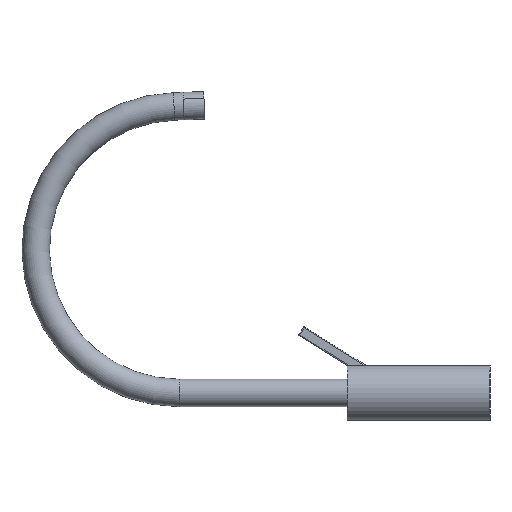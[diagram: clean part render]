
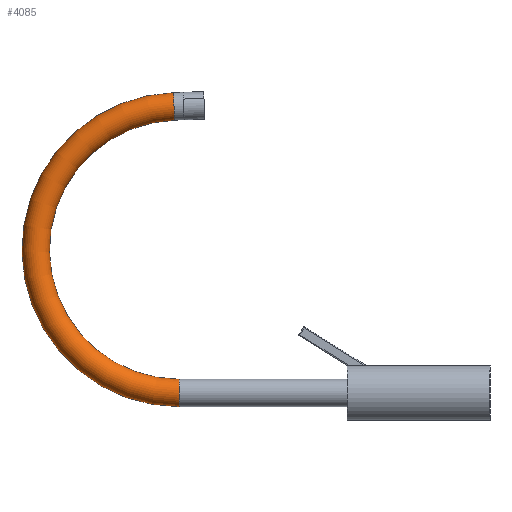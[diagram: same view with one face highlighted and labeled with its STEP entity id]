
A CAD part, left-side view. The second image highlights one B-rep face of the part: STEP entity #4085.
In plain terms, the highlighted toroidal (fillet/blend) face has major radius 120 mm and minor radius 11.5 mm.
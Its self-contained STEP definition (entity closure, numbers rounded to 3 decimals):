
#294 = VERTEX_POINT ( 'NONE', #8338 ) ;
#434 = DIRECTION ( 'NONE',  ( 0., 0., -1. ) ) ;
#441 = ORIENTED_EDGE ( 'NONE', *, *, #1017, .T. ) ;
#1017 = EDGE_CURVE ( 'NONE', #3837, #4328, #3394, .T. ) ;
#1032 = DIRECTION ( 'NONE',  ( 1., 0., 0. ) ) ;
#1306 = ORIENTED_EDGE ( 'NONE', *, *, #8184, .F. ) ;
#1502 = CARTESIAN_POINT ( 'NONE',  ( 0., 145.589, 251.42 ) ) ;
#1603 = CARTESIAN_POINT ( 'NONE',  ( 0., 145.188, 239.927 ) ) ;
#1745 = AXIS2_PLACEMENT_3D ( 'NONE', #1603, #2251, #6615 ) ;
#1837 = DIRECTION ( 'NONE',  ( 0., 0., -1. ) ) ;
#2251 = DIRECTION ( 'NONE',  ( 0., -0.999, 0.035 ) ) ;
#2678 = CARTESIAN_POINT ( 'NONE',  ( 0., 141., 120. ) ) ;
#2838 = AXIS2_PLACEMENT_3D ( 'NONE', #3607, #1032, #434 ) ;
#2966 = CIRCLE ( 'NONE', #1745, 11.5 ) ;
#3055 = EDGE_LOOP ( 'NONE', ( #1306, #441, #3968, #3099 ) ) ;
#3091 = DIRECTION ( 'NONE',  ( 0., 1., 0. ) ) ;
#3099 = ORIENTED_EDGE ( 'NONE', *, *, #7726, .F. ) ;
#3394 = CIRCLE ( 'NONE', #6965, 11.5 ) ;
#3502 = AXIS2_PLACEMENT_3D ( 'NONE', #5320, #7934, #6696 ) ;
#3511 = CIRCLE ( 'NONE', #5020, 131.5 ) ;
#3607 = CARTESIAN_POINT ( 'NONE',  ( 0., 141., 120. ) ) ;
#3742 = CARTESIAN_POINT ( 'NONE',  ( 0., 141., 0. ) ) ;
#3837 = VERTEX_POINT ( 'NONE', #5947 ) ;
#3968 = ORIENTED_EDGE ( 'NONE', *, *, #7828, .T. ) ;
#4085 = ADVANCED_FACE ( 'NONE', ( #6903 ), #7632, .T. ) ;
#4328 = VERTEX_POINT ( 'NONE', #6284 ) ;
#4869 = DIRECTION ( 'NONE',  ( 0., 0., 1. ) ) ;
#5020 = AXIS2_PLACEMENT_3D ( 'NONE', #2678, #5263, #1837 ) ;
#5263 = DIRECTION ( 'NONE',  ( 1., 0., 0. ) ) ;
#5320 = CARTESIAN_POINT ( 'NONE',  ( 0., 141., 120. ) ) ;
#5947 = CARTESIAN_POINT ( 'NONE',  ( 0., 141., -11.5 ) ) ;
#6284 = CARTESIAN_POINT ( 'NONE',  ( 0., 141., 11.5 ) ) ;
#6615 = DIRECTION ( 'NONE',  ( 0., -0.035, -0.999 ) ) ;
#6617 = VERTEX_POINT ( 'NONE', #1502 ) ;
#6696 = DIRECTION ( 'NONE',  ( 0., 0., -1. ) ) ;
#6780 = CIRCLE ( 'NONE', #3502, 108.5 ) ;
#6903 = FACE_OUTER_BOUND ( 'NONE', #3055, .T. ) ;
#6965 = AXIS2_PLACEMENT_3D ( 'NONE', #3742, #3091, #4869 ) ;
#7632 = TOROIDAL_SURFACE ( 'NONE', #2838, 120., 11.5 ) ;
#7726 = EDGE_CURVE ( 'NONE', #6617, #294, #2966, .T. ) ;
#7828 = EDGE_CURVE ( 'NONE', #4328, #294, #6780, .T. ) ;
#7934 = DIRECTION ( 'NONE',  ( 1., 0., 0. ) ) ;
#8184 = EDGE_CURVE ( 'NONE', #3837, #6617, #3511, .T. ) ;
#8338 = CARTESIAN_POINT ( 'NONE',  ( 0., 144.787, 228.434 ) ) ;
